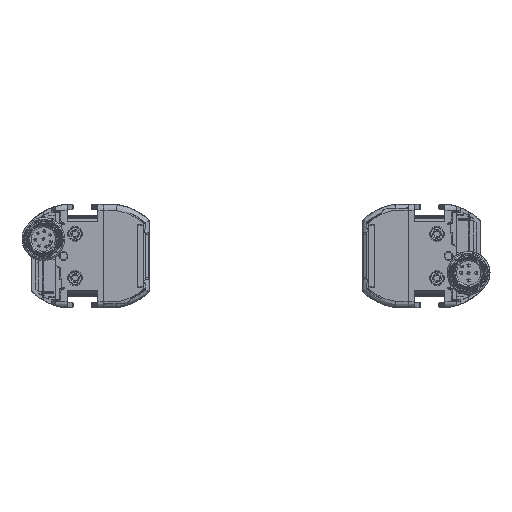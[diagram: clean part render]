
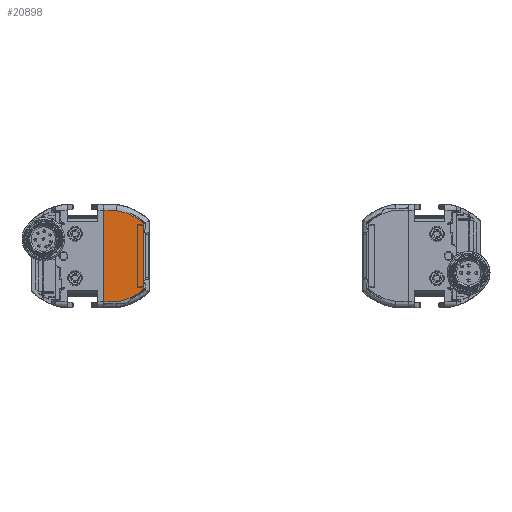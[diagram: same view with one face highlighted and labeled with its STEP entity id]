
A CAD part, front view. The second image highlights one B-rep face of the part: STEP entity #20898.
In plain terms, the highlighted planar face has unit normal (0, -1, 0).
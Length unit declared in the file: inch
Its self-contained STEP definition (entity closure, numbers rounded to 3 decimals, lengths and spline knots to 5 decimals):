
#858 = CARTESIAN_POINT ( 'NONE',  ( -1.55815, -32.65748, -0.48832 ) ) ;
#1387 = VERTEX_POINT ( 'NONE', #69970 ) ;
#6160 = CARTESIAN_POINT ( 'NONE',  ( -1.69286, -32.65748, 0.55864 ) ) ;
#6184 = LINE ( 'NONE', #37685, #88839 ) ;
#6656 = CARTESIAN_POINT ( 'NONE',  ( -1.67092, -32.65748, 0.54867 ) ) ;
#7490 = CARTESIAN_POINT ( 'NONE',  ( -1.57556, -32.65748, -0.50047 ) ) ;
#7523 = EDGE_LOOP ( 'NONE', ( #66549, #90515, #73626, #83803, #47742, #54767 ) ) ;
#7664 = CARTESIAN_POINT ( 'NONE',  ( -1.58005, -32.65748, 0.49739 ) ) ;
#8502 = CARTESIAN_POINT ( 'NONE',  ( -1.66358, -32.65748, -0.55126 ) ) ;
#8745 = DIRECTION ( 'NONE',  ( -1., 0., 0. ) ) ;
#9003 = CARTESIAN_POINT ( 'NONE',  ( -1.72402, -32.65748, -0.58009 ) ) ;
#10953 = EDGE_CURVE ( 'NONE', #1387, #80354, #52813, .T. ) ;
#12548 = CARTESIAN_POINT ( 'NONE',  ( -1.5, -32.65748, -0.44146 ) ) ;
#13787 = CARTESIAN_POINT ( 'NONE',  ( -1.8604, -32.65748, 0.60719 ) ) ;
#14304 = CARTESIAN_POINT ( 'NONE',  ( -1.67401, -32.65748, 0.55013 ) ) ;
#14753 = PLANE ( 'NONE',  #48698 ) ;
#15124 = CARTESIAN_POINT ( 'NONE',  ( -1.5685, -32.65748, -0.49563 ) ) ;
#15728 = LINE ( 'NONE', #60909, #80331 ) ;
#15799 = CARTESIAN_POINT ( 'NONE',  ( -1.54591, -32.65748, 0.47341 ) ) ;
#16612 = CARTESIAN_POINT ( 'NONE',  ( -1.65757, -32.65748, -0.54832 ) ) ;
#17102 = CARTESIAN_POINT ( 'NONE',  ( -1.56219, -32.65748, -0.49121 ) ) ;
#17283 = CARTESIAN_POINT ( 'NONE',  ( -1.59837, -32.65748, 0.50921 ) ) ;
#19684 = VERTEX_POINT ( 'NONE', #58945 ) ;
#20872 = CARTESIAN_POINT ( 'NONE',  ( -2.00787, -32.65748, 0.21546 ) ) ;
#20898 = ADVANCED_FACE ( 'NONE', ( #30471 ), #14753, .F. ) ;
#22414 = CARTESIAN_POINT ( 'NONE',  ( -1.72656, -32.65748, 0.57222 ) ) ;
#22737 = CARTESIAN_POINT ( 'NONE',  ( -1.65469, -32.65748, -0.54688 ) ) ;
#23918 = CARTESIAN_POINT ( 'NONE',  ( -1.5, -32.65748, 0.43537 ) ) ;
#24412 = CARTESIAN_POINT ( 'NONE',  ( -1.66872, -32.65748, 0.54763 ) ) ;
#25417 = CARTESIAN_POINT ( 'NONE',  ( -2.03207, -32.65748, 0.21546 ) ) ;
#30346 = CARTESIAN_POINT ( 'NONE',  ( -1.54649, -32.65748, -0.47978 ) ) ;
#30471 = FACE_OUTER_BOUND ( 'NONE', #7523, .T. ) ;
#30852 = CARTESIAN_POINT ( 'NONE',  ( -1.50878, -32.65748, -0.44933 ) ) ;
#32366 = CARTESIAN_POINT ( 'NONE',  ( -1.57835, -32.65748, -0.50235 ) ) ;
#33027 = CARTESIAN_POINT ( 'NONE',  ( -1.62392, -32.65748, 0.52441 ) ) ;
#33567 = DIRECTION ( 'NONE',  ( 0., 0., 1. ) ) ;
#37685 = CARTESIAN_POINT ( 'NONE',  ( -2.00787, -32.65748, 0.60719 ) ) ;
#38240 = LINE ( 'NONE', #61579, #73043 ) ;
#38686 = CARTESIAN_POINT ( 'NONE',  ( -1.51961, -32.65748, 0.45257 ) ) ;
#39494 = CARTESIAN_POINT ( 'NONE',  ( -1.6668, -32.65748, -0.55281 ) ) ;
#40418 = EDGE_CURVE ( 'NONE', #46051, #64763, #49348, .T. ) ;
#44778 = CARTESIAN_POINT ( 'NONE',  ( -1.70397, -32.65748, 0.56327 ) ) ;
#45222 = EDGE_CURVE ( 'NONE', #19684, #50290, #63506, .T. ) ;
#45732 = DIRECTION ( 'NONE',  ( 1., 0., 0. ) ) ;
#46051 = VERTEX_POINT ( 'NONE', #12548 ) ;
#46793 = CARTESIAN_POINT ( 'NONE',  ( -1.66828, -32.65748, 0.54742 ) ) ;
#47114 = CARTESIAN_POINT ( 'NONE',  ( -1.57887, -32.65748, -0.5027 ) ) ;
#47591 = CARTESIAN_POINT ( 'NONE',  ( -1.66754, -32.65748, -0.55317 ) ) ;
#47742 = ORIENTED_EDGE ( 'NONE', *, *, #68035, .F. ) ;
#47756 = CARTESIAN_POINT ( 'NONE',  ( -1.64619, -32.65748, 0.53667 ) ) ;
#48091 = CARTESIAN_POINT ( 'NONE',  ( -1.66575, -32.65748, -0.55231 ) ) ;
#48698 = AXIS2_PLACEMENT_3D ( 'NONE', #20872, #61455, #45732 ) ;
#49348 = B_SPLINE_CURVE_WITH_KNOTS ( 'NONE', 3,
 ( #99953, #30852, #68939, #94335, #30346, #858, #17102, #15124, #85693, #7490, #61334, #32366, #47114, #92338, #86185, #78079, #61830, #22737, #16612, #69956, #8502, #48091, #39494, #85183, #47591, #78556, #9003, #70451, #100462 ),
 .UNSPECIFIED., .F., .F.,
 ( 4, 2, 2, 2, 1, 1, 2, 2, 2, 2, 2, 1, 1, 1, 2, 2, 4 ),
 ( 0., 0.125, 0.1875, 0.21875, 0.23438, 0.24219, 0.24609, 0.25, 0.375, 0.4375, 0.46875, 0.48438, 0.49219, 0.49609, 0.49805, 0.5, 1. ),
 .UNSPECIFIED. ) ;
#50290 = VERTEX_POINT ( 'NONE', #100169 ) ;
#50684 = EDGE_CURVE ( 'NONE', #80354, #46051, #15728, .T. ) ;
#52744 = VECTOR ( 'NONE', #33567, 39.37008 ) ;
#52813 = B_SPLINE_CURVE_WITH_KNOTS ( 'NONE', 3,
 ( #13787, #67617, #98634, #91004, #22414, #44778, #6160, #52896, #14304, #6656, #93005, #24412, #46793, #94012, #54910, #47756, #33027, #55397, #63991, #17283, #86847, #85861, #93507, #85358, #79245, #7664, #78728, #15799, #38686, #95007, #23918 ),
 .UNSPECIFIED., .F., .F.,
 ( 4, 2, 2, 1, 1, 1, 1, 1, 2, 2, 2, 2, 2, 1, 1, 2, 2, 2, 4 ),
 ( 0., 0.25, 0.375, 0.4375, 0.46875, 0.48437, 0.49219, 0.49609, 0.49805, 0.5, 0.625, 0.6875, 0.71875, 0.73437, 0.74219, 0.74609, 0.75, 0.875, 1. ),
 .UNSPECIFIED. ) ;
#52896 = CARTESIAN_POINT ( 'NONE',  ( -1.68024, -32.65748, 0.553 ) ) ;
#54767 = ORIENTED_EDGE ( 'NONE', *, *, #40418, .F. ) ;
#54910 = CARTESIAN_POINT ( 'NONE',  ( -1.65845, -32.65748, 0.54274 ) ) ;
#55327 = DIRECTION ( 'NONE',  ( 0., 0., -1. ) ) ;
#55397 = CARTESIAN_POINT ( 'NONE',  ( -1.61584, -32.65748, 0.5198 ) ) ;
#58486 = CARTESIAN_POINT ( 'NONE',  ( -1.8604, -32.65748, -0.61328 ) ) ;
#58945 = CARTESIAN_POINT ( 'NONE',  ( -2.03207, -32.65748, -0.61328 ) ) ;
#60909 = CARTESIAN_POINT ( 'NONE',  ( -1.5, -32.65748, 0.21546 ) ) ;
#61334 = CARTESIAN_POINT ( 'NONE',  ( -1.57723, -32.65748, -0.5016 ) ) ;
#61455 = DIRECTION ( 'NONE',  ( 0., 1., 0. ) ) ;
#61579 = CARTESIAN_POINT ( 'NONE',  ( -2.00787, -32.65748, -0.61328 ) ) ;
#61830 = CARTESIAN_POINT ( 'NONE',  ( -1.64555, -32.65748, -0.54223 ) ) ;
#63506 = LINE ( 'NONE', #25417, #52744 ) ;
#63773 = EDGE_CURVE ( 'NONE', #50290, #1387, #6184, .T. ) ;
#63991 = CARTESIAN_POINT ( 'NONE',  ( -1.60285, -32.65748, 0.51197 ) ) ;
#64763 = VERTEX_POINT ( 'NONE', #58486 ) ;
#64889 = CARTESIAN_POINT ( 'NONE',  ( -1.5, -32.65748, 0.43537 ) ) ;
#66549 = ORIENTED_EDGE ( 'NONE', *, *, #50684, .F. ) ;
#67617 = CARTESIAN_POINT ( 'NONE',  ( -1.82443, -32.65748, 0.60142 ) ) ;
#68035 = EDGE_CURVE ( 'NONE', #64763, #19684, #38240, .T. ) ;
#68630 = DIRECTION ( 'NONE',  ( 1., 0., 0. ) ) ;
#68939 = CARTESIAN_POINT ( 'NONE',  ( -1.51961, -32.65748, -0.45866 ) ) ;
#69956 = CARTESIAN_POINT ( 'NONE',  ( -1.66162, -32.65748, -0.55031 ) ) ;
#69970 = CARTESIAN_POINT ( 'NONE',  ( -1.8604, -32.65748, 0.60719 ) ) ;
#70451 = CARTESIAN_POINT ( 'NONE',  ( -1.78845, -32.65748, -0.60175 ) ) ;
#73043 = VECTOR ( 'NONE', #8745, 39.37008 ) ;
#73626 = ORIENTED_EDGE ( 'NONE', *, *, #63773, .F. ) ;
#78079 = CARTESIAN_POINT ( 'NONE',  ( -1.63877, -32.65748, -0.53868 ) ) ;
#78556 = CARTESIAN_POINT ( 'NONE',  ( -1.66762, -32.65748, -0.55321 ) ) ;
#78728 = CARTESIAN_POINT ( 'NONE',  ( -1.56138, -32.65748, 0.48493 ) ) ;
#79245 = CARTESIAN_POINT ( 'NONE',  ( -1.5807, -32.65748, 0.49782 ) ) ;
#80331 = VECTOR ( 'NONE', #55327, 39.37008 ) ;
#80354 = VERTEX_POINT ( 'NONE', #64889 ) ;
#83803 = ORIENTED_EDGE ( 'NONE', *, *, #45222, .F. ) ;
#85183 = CARTESIAN_POINT ( 'NONE',  ( -1.66725, -32.65748, -0.55303 ) ) ;
#85358 = CARTESIAN_POINT ( 'NONE',  ( -1.58192, -32.65748, 0.49863 ) ) ;
#85693 = CARTESIAN_POINT ( 'NONE',  ( -1.57171, -32.65748, -0.49785 ) ) ;
#85861 = CARTESIAN_POINT ( 'NONE',  ( -1.58792, -32.65748, 0.50257 ) ) ;
#86185 = CARTESIAN_POINT ( 'NONE',  ( -1.61649, -32.65748, -0.52642 ) ) ;
#86847 = CARTESIAN_POINT ( 'NONE',  ( -1.59144, -32.65748, 0.50482 ) ) ;
#88839 = VECTOR ( 'NONE', #68630, 39.37008 ) ;
#90515 = ORIENTED_EDGE ( 'NONE', *, *, #10953, .F. ) ;
#91004 = CARTESIAN_POINT ( 'NONE',  ( -1.74212, -32.65748, 0.5778 ) ) ;
#92338 = CARTESIAN_POINT ( 'NONE',  ( -1.59904, -32.65748, -0.51616 ) ) ;
#93005 = CARTESIAN_POINT ( 'NONE',  ( -1.66938, -32.65748, 0.54795 ) ) ;
#93507 = CARTESIAN_POINT ( 'NONE',  ( -1.58373, -32.65748, 0.49983 ) ) ;
#94012 = CARTESIAN_POINT ( 'NONE',  ( -1.66798, -32.65748, 0.54728 ) ) ;
#94335 = CARTESIAN_POINT ( 'NONE',  ( -1.53933, -32.65748, -0.4743 ) ) ;
#95007 = CARTESIAN_POINT ( 'NONE',  ( -1.50878, -32.65748, 0.44324 ) ) ;
#98634 = CARTESIAN_POINT ( 'NONE',  ( -1.79031, -32.65748, 0.5931 ) ) ;
#99953 = CARTESIAN_POINT ( 'NONE',  ( -1.5, -32.65748, -0.44146 ) ) ;
#100169 = CARTESIAN_POINT ( 'NONE',  ( -2.03207, -32.65748, 0.60719 ) ) ;
#100462 = CARTESIAN_POINT ( 'NONE',  ( -1.8604, -32.65748, -0.61328 ) ) ;
